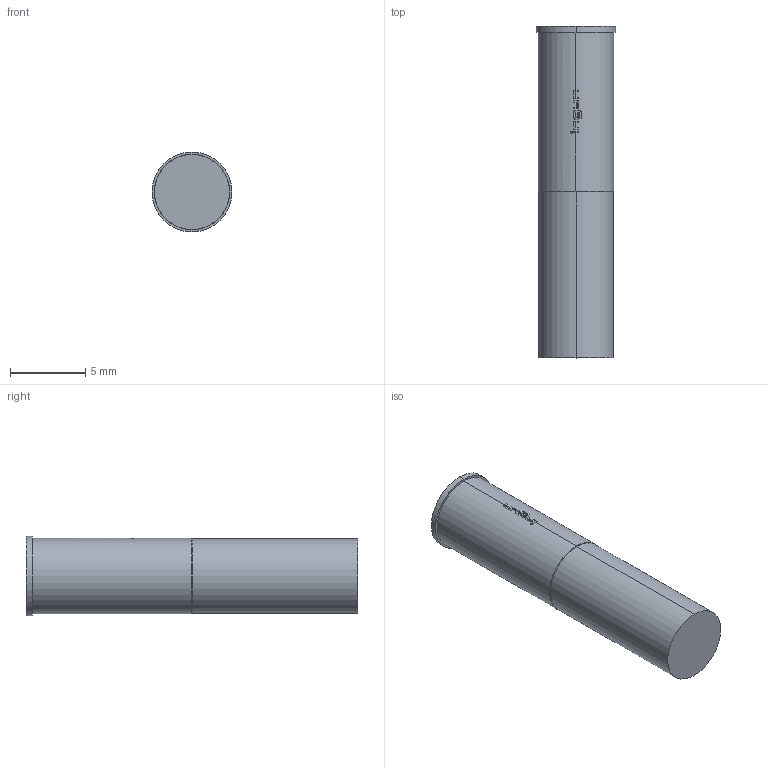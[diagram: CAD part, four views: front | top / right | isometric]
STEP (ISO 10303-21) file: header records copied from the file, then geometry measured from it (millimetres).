
FILE_DESCRIPTION (( 'STEP AP203' ), '1' );
FILE_NAME ('INGUN_KS-810.STEP', '2022-02-09T05:37:03', ( 'ochi' ), ( '' ), 'SwSTEP 2.0', 'SolidWorks 2018', '' );
FILE_SCHEMA (( 'CONFIG_CONTROL_DESIGN' ));
Length unit declared in the file: millimetre
Products named in the file (1): INGUN_KS-810
Bounding box: 5.3 x 22 x 5.3 mm (x, y, z)
Volume: 430.3 mm3; surface area: 388.9 mm2
Topology: 1 solids, 1 shells, 92 faces, 260 edges, 172 vertices
Faces by surface type: plane 43, cylinder 25, bspline 22, cone 2
Entity records: 3999 total; most frequent: CARTESIAN_POINT 2033, ORIENTED_EDGE 520, EDGE_CURVE 260, B_SPLINE_CURVE_WITH_KNOTS 222, DIRECTION 192, VERTEX_POINT 172, EDGE_LOOP 94, FACE_OUTER_BOUND 92
